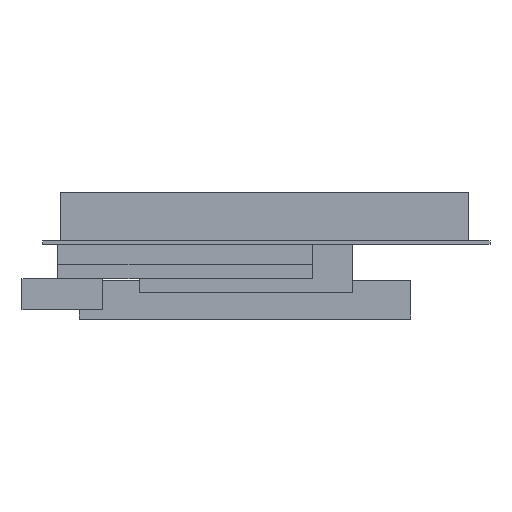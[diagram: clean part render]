
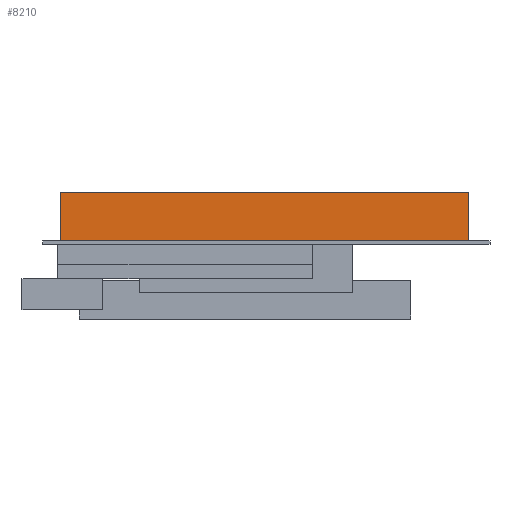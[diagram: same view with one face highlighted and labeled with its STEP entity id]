
A CAD part, left-side view. The second image highlights one B-rep face of the part: STEP entity #8210.
In plain terms, the highlighted planar face has unit normal (-1, 0, 0).
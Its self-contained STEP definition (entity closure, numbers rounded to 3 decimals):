
#8185 = VERTEX_POINT('',#8186);
#8186 = CARTESIAN_POINT('',(-2.64,-25.5,6.));
#8192 = EDGE_CURVE('',#8193,#8185,#8195,.T.);
#8193 = VERTEX_POINT('',#8194);
#8194 = CARTESIAN_POINT('',(-2.64,-25.5,0.));
#8195 = LINE('',#8196,#8197);
#8196 = CARTESIAN_POINT('',(-2.64,-25.5,0.));
#8197 = VECTOR('',#8198,1.);
#8198 = DIRECTION('',(0.,0.,1.));
#8210 = ADVANCED_FACE('',(#8211),#8236,.T.);
#8211 = FACE_BOUND('',#8212,.T.);
#8212 = EDGE_LOOP('',(#8213,#8214,#8222,#8230));
#8213 = ORIENTED_EDGE('',*,*,#8192,.T.);
#8214 = ORIENTED_EDGE('',*,*,#8215,.T.);
#8215 = EDGE_CURVE('',#8185,#8216,#8218,.T.);
#8216 = VERTEX_POINT('',#8217);
#8217 = CARTESIAN_POINT('',(-2.64,25.5,6.));
#8218 = LINE('',#8219,#8220);
#8219 = CARTESIAN_POINT('',(-2.64,-25.5,6.));
#8220 = VECTOR('',#8221,1.);
#8221 = DIRECTION('',(0.,1.,0.));
#8222 = ORIENTED_EDGE('',*,*,#8223,.F.);
#8223 = EDGE_CURVE('',#8224,#8216,#8226,.T.);
#8224 = VERTEX_POINT('',#8225);
#8225 = CARTESIAN_POINT('',(-2.64,25.5,0.));
#8226 = LINE('',#8227,#8228);
#8227 = CARTESIAN_POINT('',(-2.64,25.5,0.));
#8228 = VECTOR('',#8229,1.);
#8229 = DIRECTION('',(0.,0.,1.));
#8230 = ORIENTED_EDGE('',*,*,#8231,.F.);
#8231 = EDGE_CURVE('',#8193,#8224,#8232,.T.);
#8232 = LINE('',#8233,#8234);
#8233 = CARTESIAN_POINT('',(-2.64,-25.5,0.));
#8234 = VECTOR('',#8235,1.);
#8235 = DIRECTION('',(0.,1.,0.));
#8236 = PLANE('',#8237);
#8237 = AXIS2_PLACEMENT_3D('',#8238,#8239,#8240);
#8238 = CARTESIAN_POINT('',(-2.64,-25.5,0.));
#8239 = DIRECTION('',(-1.,0.,0.));
#8240 = DIRECTION('',(0.,1.,0.));
